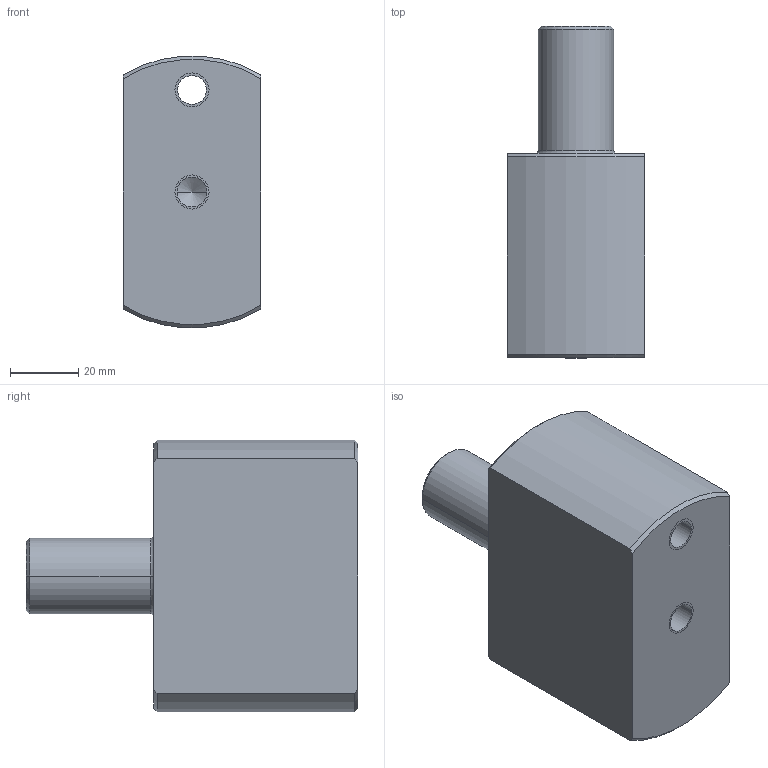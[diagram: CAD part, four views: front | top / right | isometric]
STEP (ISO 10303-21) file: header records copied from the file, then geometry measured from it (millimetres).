
FILE_DESCRIPTION((''),'2;1');
FILE_NAME('FMC0191888','2022-01-28T10:46:09',('E1241817'),('EMERSON ELECTRIC CO.'),'CREO PARAMETRIC BY PTC INC, 2020184','CREO PARAMETRIC BY PTC INC, 2020184','');
FILE_SCHEMA(('AUTOMOTIVE_DESIGN { 1 0 10303 214 1 1 1 1 }'));
Length unit declared in the file: millimetre
Products named in the file (1): FMC0191888
Bounding box: 40.5 x 97.5 x 79.77 mm (x, y, z)
Volume: 193960 mm3; surface area: 27908.2 mm2
Topology: 1 solids, 3 shells, 28 faces, 68 edges, 43 vertices
Faces by surface type: cylinder 12, cone 8, plane 6, torus 2
Entity records: 1582 total; most frequent: CARTESIAN_POINT 197, DIRECTION 177, ORIENTED_EDGE 124, PROPERTY_DEFINITION 94, REPRESENTATION 92, PROPERTY_DEFINITION_REPRESENTATION 92, GENERAL_PROPERTY 83, GENERAL_PROPERTY_ASSOCIATION 83
